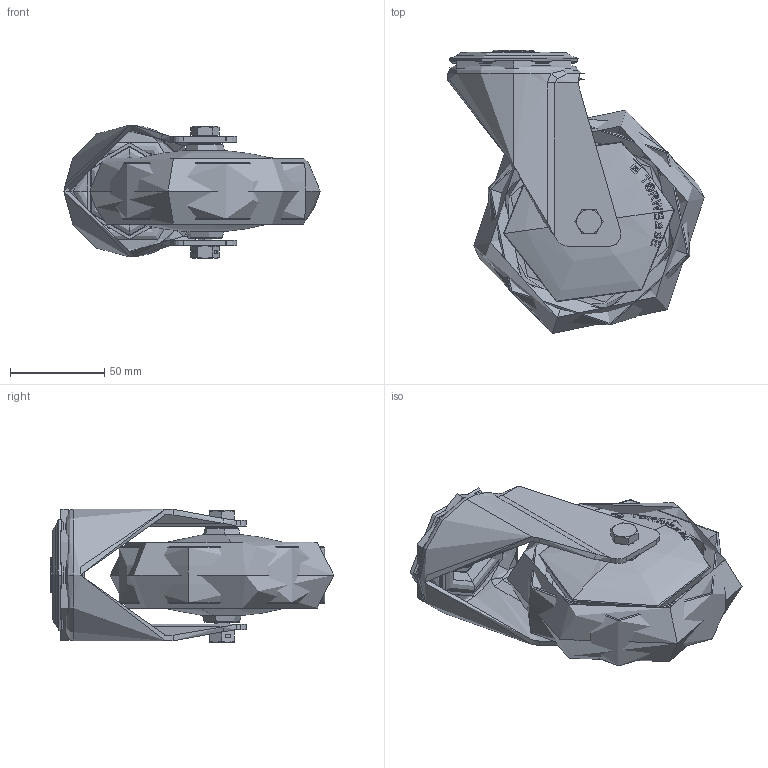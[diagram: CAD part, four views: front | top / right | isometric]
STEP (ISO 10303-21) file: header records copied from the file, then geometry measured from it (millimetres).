
FILE_DESCRIPTION (( 'STEP AP214' ), '1' );
FILE_NAME ('0056129.step', '2023-11-09T11:37:22', ( '' ), ( '' ), 'SwSTEP 2.0', 'SolidWorks 2020', '' );
FILE_SCHEMA (( 'AUTOMOTIVE_DESIGN' ));
Length unit declared in the file: millimetre
Products named in the file (1): 0056129
Bounding box: 136.2 x 150.34 x 71 mm (x, y, z)
Volume: 330943.7 mm3; surface area: 163374 mm2
Topology: 10 solids, 11 shells, 687 faces, 1601 edges, 986 vertices
Faces by surface type: bspline 260, torus 168, cone 90, cylinder 85, plane 84
Entity records: 38842 total; most frequent: CARTESIAN_POINT 17481, ORIENTED_EDGE 3202, DIRECTION 2187, EDGE_CURVE 1601, VERTEX_POINT 986, AXIS2_PLACEMENT_3D 980, B_SPLINE_CURVE_WITH_KNOTS 805, EDGE_LOOP 761
